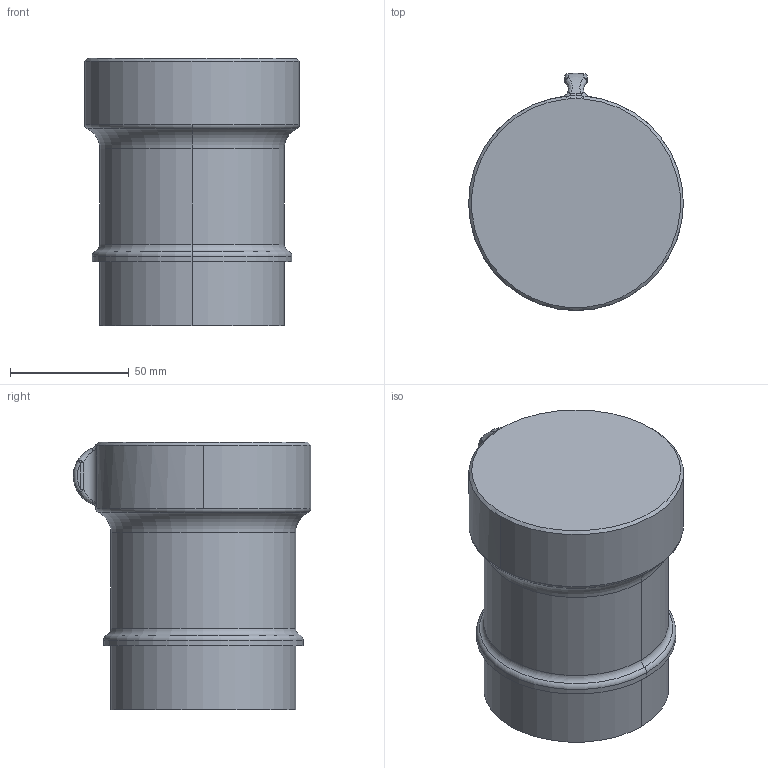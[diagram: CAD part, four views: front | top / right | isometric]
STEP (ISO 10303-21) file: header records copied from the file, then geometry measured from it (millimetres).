
FILE_DESCRIPTION (( 'STEP AP214' ), '1' );
FILE_NAME ('282-B.STEP', '2020-09-03T14:18:52', ( '' ), ( '' ), 'SwSTEP 2.0', 'SolidWorks 2019', '' );
FILE_SCHEMA (( 'AUTOMOTIVE_DESIGN' ));
Length unit declared in the file: millimetre
Products named in the file (1): 282-B
Bounding box: 90.47 x 99.98 x 112.71 mm (x, y, z)
Volume: 593794.2 mm3; surface area: 42061.9 mm2
Topology: 1 solids, 1 shells, 49 faces, 107 edges, 61 vertices
Faces by surface type: bspline 18, cylinder 12, torus 9, plane 5, sphere 4, cone 1
Entity records: 2945 total; most frequent: CARTESIAN_POINT 1978, ORIENTED_EDGE 214, DIRECTION 171, EDGE_CURVE 107, AXIS2_PLACEMENT_3D 78, VERTEX_POINT 61, EDGE_LOOP 50, ADVANCED_FACE 49
